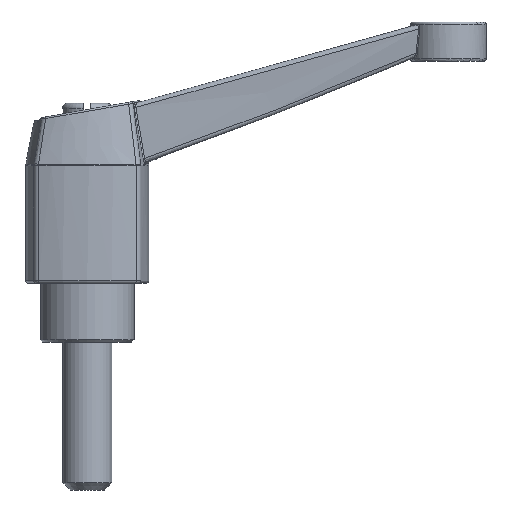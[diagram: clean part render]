
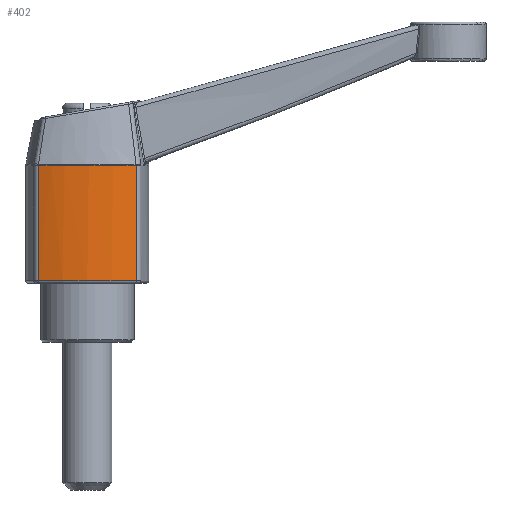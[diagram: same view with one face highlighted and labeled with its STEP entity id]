
A CAD part, front view. The second image highlights one B-rep face of the part: STEP entity #402.
In plain terms, the highlighted cylindrical face has radius 30.655 mm (diameter 61.31 mm), a partial arc.
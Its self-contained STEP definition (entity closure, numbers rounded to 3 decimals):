
#402 = ADVANCED_FACE( '', ( #838 ), #839, .T. );
#838 = FACE_OUTER_BOUND( '', #7695, .T. );
#839 = CYLINDRICAL_SURFACE( '', #7696, 30.655 );
#7695 = EDGE_LOOP( '', ( #9849, #9850, #9851, #9852 ) );
#7696 = AXIS2_PLACEMENT_3D( '', #9853, #9854, #9855 );
#9849 = ORIENTED_EDGE( '', *, *, #10278, .T. );
#9850 = ORIENTED_EDGE( '', *, *, #10294, .T. );
#9851 = ORIENTED_EDGE( '', *, *, #10068, .T. );
#9852 = ORIENTED_EDGE( '', *, *, #10257, .T. );
#9853 = CARTESIAN_POINT( '', ( 0., 18.155, 0. ) );
#9854 = DIRECTION( '', ( 0., 0., 1. ) );
#9855 = DIRECTION( '', ( -1., 0., 0. ) );
#10068 = EDGE_CURVE( '', #10558, #10559, #10560, .F. );
#10257 = EDGE_CURVE( '', #10559, #10872, #10874, .T. );
#10278 = EDGE_CURVE( '', #10872, #10585, #10907, .T. );
#10294 = EDGE_CURVE( '', #10585, #10558, #10931, .F. );
#10558 = VERTEX_POINT( '', #11252 );
#10559 = VERTEX_POINT( '', #11253 );
#10560 = LINE( '', #11254, #11255 );
#10585 = VERTEX_POINT( '', #11364 );
#10872 = VERTEX_POINT( '', #13236 );
#10874 = B_SPLINE_CURVE_WITH_KNOTS( '', 3, ( #13241, #13242, #13243, #13244, #13245, #13246, #13247, #13248, #13249, #13250, #13251, #13252, #13253, #13254, #13255, #13256, #13257, #13258, #13259, #13260, #13261, #13262, #13263, #13264, #13265, #13266, #13267, #13268, #13269, #13270, #13271, #13272, #13273, #13274, #13275, #13276, #13277, #13278, #13279, #13280, #13281, #13282, #13283, #13284 ), .UNSPECIFIED., .F., .F., ( 4, 2, 2, 1, 1, 2, 2, 2, 2, 1, 2, 2, 1, 1, 2, 2, 1, 2, 2, 1, 2, 2, 1, 2, 2, 4 ), ( 0., 0.001, 0.001, 0.003, 0.004, 0.005, 0.006, 0.007, 0.008, 0.009, 0.01, 0.01, 0.011, 0.011, 0.012, 0.012, 0.012, 0.013, 0.013, 0.014, 0.015, 0.016, 0.016, 0.018, 0.019, 0.02 ), .UNSPECIFIED. );
#10907 = LINE( '', #13389, #13390 );
#10931 = CIRCLE( '', #13544, 30.655 );
#11252 = CARTESIAN_POINT( '', ( 9.917, -10.851, 0.5 ) );
#11253 = CARTESIAN_POINT( '', ( 9.917, -10.851, 23.881 ) );
#11254 = CARTESIAN_POINT( '', ( 9.917, -10.851, 0. ) );
#11255 = VECTOR( '', #15773, 1000. );
#11364 = CARTESIAN_POINT( '', ( -9.917, -10.851, 0.5 ) );
#13236 = CARTESIAN_POINT( '', ( -9.917, -10.851, 23.846 ) );
#13241 = CARTESIAN_POINT( '', ( 9.917, -10.851, 23.881 ) );
#13242 = CARTESIAN_POINT( '', ( 9.717, -10.92, 23.882 ) );
#13243 = CARTESIAN_POINT( '', ( 9.516, -10.986, 23.882 ) );
#13244 = CARTESIAN_POINT( '', ( 9.113, -11.115, 23.883 ) );
#13245 = CARTESIAN_POINT( '', ( 8.912, -11.177, 23.883 ) );
#13246 = CARTESIAN_POINT( '', ( 8.306, -11.356, 23.884 ) );
#13247 = CARTESIAN_POINT( '', ( 7.495, -11.578, 23.885 ) );
#13248 = CARTESIAN_POINT( '', ( 6.271, -11.861, 23.886 ) );
#13249 = CARTESIAN_POINT( '', ( 5.449, -12.015, 23.887 ) );
#13250 = CARTESIAN_POINT( '', ( 4.624, -12.152, 23.887 ) );
#13251 = CARTESIAN_POINT( '', ( 4.21, -12.212, 23.887 ) );
#13252 = CARTESIAN_POINT( '', ( 3.587, -12.29, 23.887 ) );
#13253 = CARTESIAN_POINT( '', ( 3.379, -12.314, 23.887 ) );
#13254 = CARTESIAN_POINT( '', ( 2.962, -12.357, 23.887 ) );
#13255 = CARTESIAN_POINT( '', ( 2.754, -12.377, 23.887 ) );
#13256 = CARTESIAN_POINT( '', ( 2.127, -12.429, 23.887 ) );
#13257 = CARTESIAN_POINT( '', ( 1.288, -12.482, 23.886 ) );
#13258 = CARTESIAN_POINT( '', ( 0.443, -12.5, 23.885 ) );
#13259 = CARTESIAN_POINT( '', ( -0.087, -12.5, 23.884 ) );
#13260 = CARTESIAN_POINT( '', ( -0.193, -12.5, 23.884 ) );
#13261 = CARTESIAN_POINT( '', ( -0.404, -12.498, 23.884 ) );
#13262 = CARTESIAN_POINT( '', ( -0.722, -12.493, 23.883 ) );
#13263 = CARTESIAN_POINT( '', ( -1.146, -12.48, 23.882 ) );
#13264 = CARTESIAN_POINT( '', ( -1.463, -12.465, 23.882 ) );
#13265 = CARTESIAN_POINT( '', ( -1.622, -12.457, 23.881 ) );
#13266 = CARTESIAN_POINT( '', ( -1.675, -12.454, 23.881 ) );
#13267 = CARTESIAN_POINT( '', ( -1.78, -12.448, 23.881 ) );
#13268 = CARTESIAN_POINT( '', ( -2.045, -12.433, 23.88 ) );
#13269 = CARTESIAN_POINT( '', ( -2.308, -12.414, 23.88 ) );
#13270 = CARTESIAN_POINT( '', ( -2.729, -12.379, 23.878 ) );
#13271 = CARTESIAN_POINT( '', ( -2.939, -12.359, 23.878 ) );
#13272 = CARTESIAN_POINT( '', ( -3.359, -12.316, 23.877 ) );
#13273 = CARTESIAN_POINT( '', ( -3.987, -12.245, 23.875 ) );
#13274 = CARTESIAN_POINT( '', ( -4.61, -12.154, 23.873 ) );
#13275 = CARTESIAN_POINT( '', ( -5.232, -12.051, 23.87 ) );
#13276 = CARTESIAN_POINT( '', ( -5.439, -12.014, 23.869 ) );
#13277 = CARTESIAN_POINT( '', ( -5.851, -11.937, 23.868 ) );
#13278 = CARTESIAN_POINT( '', ( -6.469, -11.815, 23.865 ) );
#13279 = CARTESIAN_POINT( '', ( -7.083, -11.673, 23.862 ) );
#13280 = CARTESIAN_POINT( '', ( -7.899, -11.468, 23.858 ) );
#13281 = CARTESIAN_POINT( '', ( -8.305, -11.357, 23.856 ) );
#13282 = CARTESIAN_POINT( '', ( -9.114, -11.117, 23.851 ) );
#13283 = CARTESIAN_POINT( '', ( -9.516, -10.989, 23.848 ) );
#13284 = CARTESIAN_POINT( '', ( -9.917, -10.851, 23.846 ) );
#13389 = CARTESIAN_POINT( '', ( -9.917, -10.851, 0. ) );
#13390 = VECTOR( '', #15932, 1000. );
#13544 = AXIS2_PLACEMENT_3D( '', #15945, #15946, #15947 );
#15773 = DIRECTION( '', ( 0., 0., -1. ) );
#15932 = DIRECTION( '', ( 0., 0., -1. ) );
#15945 = CARTESIAN_POINT( '', ( 0., 18.155, 0.5 ) );
#15946 = DIRECTION( '', ( 0., 0., -1. ) );
#15947 = DIRECTION( '', ( -1., 0., 0. ) );
